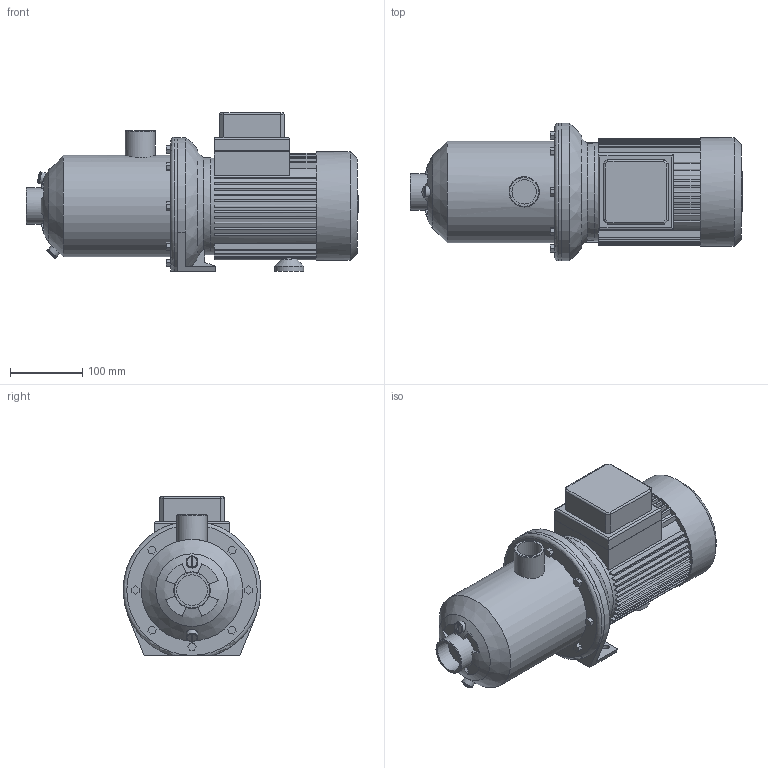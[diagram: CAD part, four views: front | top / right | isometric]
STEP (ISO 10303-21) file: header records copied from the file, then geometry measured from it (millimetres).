
FILE_DESCRIPTION(/* description */ (''),/* implementation_level */ '2;1');
FILE_NAME(/* name */ '3d_MP605-DM_IE3-4210864.stp',/* time_stamp */ '2016-12-16T21:09:19+01:00',/* author */ ('Łukasz'),/* organization */ (''),/* preprocessor_version */ 'ST-DEVELOPER v16.1',/* originating_system */ 'AutoCAD Mechanical',/* authorisation */ '');
FILE_SCHEMA (('AUTOMOTIVE_DESIGN { 1 0 10303 214 3 1 1 }'));
Length unit declared in the file: millimetre
Products named in the file (1): Product
Bounding box: 458 x 189.81 x 219 mm (x, y, z)
Volume: 7691329.8 mm3; surface area: 503976 mm2
Topology: 10 solids, 10 shells, 419 faces, 1125 edges, 740 vertices
Faces by surface type: plane 276, cylinder 92, bspline 38, torus 7, cone 4, sphere 2
Full cylindrical faces by diameter (mm): 9 x2, 16 x2, 20 x1, 33.7 x1, 40 x1, 41.7 x1, 42.4 x1, 50.4 x1, 134 x2, 140 x1, 150 x1
Entity records: 14906 total; most frequent: CARTESIAN_POINT 4542, ORIENTED_EDGE 2194, DIRECTION 2042, EDGE_CURVE 1097, VERTEX_POINT 732, LINE 720, VECTOR 720, AXIS2_PLACEMENT_3D 661
